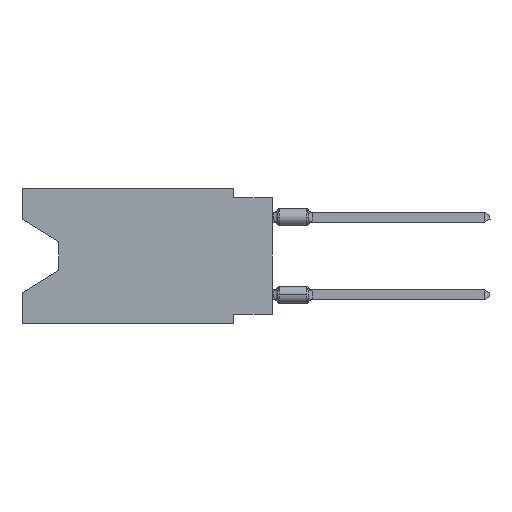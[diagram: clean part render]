
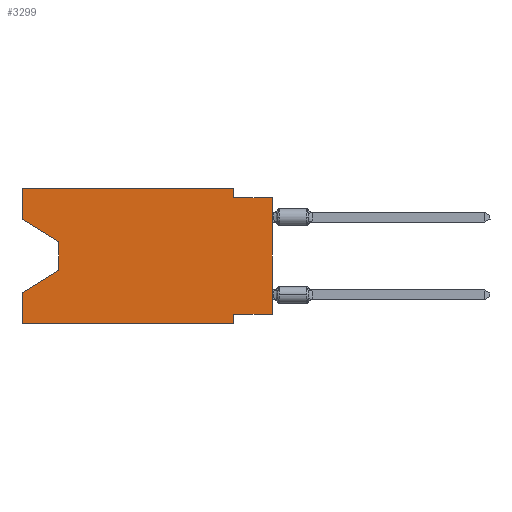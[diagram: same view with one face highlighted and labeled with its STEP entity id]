
A CAD part, left-side view. The second image highlights one B-rep face of the part: STEP entity #3299.
In plain terms, the highlighted planar face has unit normal (-1, 0, 0).
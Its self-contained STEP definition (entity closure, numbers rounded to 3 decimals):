
#41 = VERTEX_POINT ( 'NONE', #22259 ) ;
#342 = DIRECTION ( 'NONE',  ( 0., -1., 0. ) ) ;
#444 = CARTESIAN_POINT ( 'NONE',  ( 0., 16.383, -6.852 ) ) ;
#520 = VECTOR ( 'NONE', #30311, 1000. ) ;
#875 = VERTEX_POINT ( 'NONE', #19215 ) ;
#1690 = VERTEX_POINT ( 'NONE', #18003 ) ;
#2808 = EDGE_CURVE ( 'NONE', #36106, #10933, #4595, .T. ) ;
#2817 = ORIENTED_EDGE ( 'NONE', *, *, #46228, .F. ) ;
#3299 = ADVANCED_FACE ( 'NONE', ( #41310 ), #6979, .F. ) ;
#3950 = EDGE_CURVE ( 'NONE', #36106, #14068, #38616, .T. ) ;
#4595 = LINE ( 'NONE', #34486, #520 ) ;
#4668 = LINE ( 'NONE', #17537, #32729 ) ;
#5772 = CARTESIAN_POINT ( 'NONE',  ( 0., 16.383, 0. ) ) ;
#5876 = VECTOR ( 'NONE', #8919, 1000. ) ;
#5988 = DIRECTION ( 'NONE',  ( 0., 0.855, -0.519 ) ) ;
#6291 = CARTESIAN_POINT ( 'NONE',  ( 0., 16.383, 0. ) ) ;
#6292 = EDGE_LOOP ( 'NONE', ( #52257, #53692, #31059, #26187, #22729, #2817, #47583, #44042, #36471, #24801, #8118, #45256 ) ) ;
#6979 = PLANE ( 'NONE',  #15721 ) ;
#7242 = DIRECTION ( 'NONE',  ( 0., 0., -1. ) ) ;
#7565 = CARTESIAN_POINT ( 'NONE',  ( 0., 13.97, -5.385 ) ) ;
#8118 = ORIENTED_EDGE ( 'NONE', *, *, #40132, .F. ) ;
#8345 = LINE ( 'NONE', #21498, #5876 ) ;
#8919 = DIRECTION ( 'NONE',  ( 0., 0., 1. ) ) ;
#10198 = VECTOR ( 'NONE', #30663, 1000. ) ;
#10933 = VERTEX_POINT ( 'NONE', #22460 ) ;
#11004 = CARTESIAN_POINT ( 'NONE',  ( 0., 13.97, -3.505 ) ) ;
#11170 = DIRECTION ( 'NONE',  ( 0., 0., -1. ) ) ;
#11208 = VECTOR ( 'NONE', #7242, 1000. ) ;
#11560 = LINE ( 'NONE', #11004, #32691 ) ;
#11613 = VERTEX_POINT ( 'NONE', #7565 ) ;
#13312 = EDGE_CURVE ( 'NONE', #33280, #1690, #45236, .T. ) ;
#13497 = DIRECTION ( 'NONE',  ( 0., 0., 1. ) ) ;
#14068 = VERTEX_POINT ( 'NONE', #6291 ) ;
#14243 = VECTOR ( 'NONE', #5988, 1000. ) ;
#15130 = VERTEX_POINT ( 'NONE', #444 ) ;
#15721 = AXIS2_PLACEMENT_3D ( 'NONE', #23755, #32669, #11170 ) ;
#17537 = CARTESIAN_POINT ( 'NONE',  ( 0., 0., -8.255 ) ) ;
#18003 = CARTESIAN_POINT ( 'NONE',  ( 0., 2.54, -0.635 ) ) ;
#18770 = DIRECTION ( 'NONE',  ( 0., 0., -1. ) ) ;
#19060 = VERTEX_POINT ( 'NONE', #54813 ) ;
#19215 = CARTESIAN_POINT ( 'NONE',  ( 0., 0., -8.255 ) ) ;
#19305 = LINE ( 'NONE', #40815, #44825 ) ;
#19407 = CARTESIAN_POINT ( 'NONE',  ( 0., 2.54, 0. ) ) ;
#20042 = VERTEX_POINT ( 'NONE', #29410 ) ;
#20610 = EDGE_CURVE ( 'NONE', #875, #44710, #4668, .T. ) ;
#20694 = CARTESIAN_POINT ( 'NONE',  ( 0., 0., -0.635 ) ) ;
#21498 = CARTESIAN_POINT ( 'NONE',  ( 0., 0., 0. ) ) ;
#21600 = LINE ( 'NONE', #26063, #31209 ) ;
#21647 = EDGE_CURVE ( 'NONE', #1690, #19060, #37453, .T. ) ;
#22259 = CARTESIAN_POINT ( 'NONE',  ( 0., 16.383, -8.89 ) ) ;
#22460 = CARTESIAN_POINT ( 'NONE',  ( 0., 13.97, -3.505 ) ) ;
#22729 = ORIENTED_EDGE ( 'NONE', *, *, #42933, .T. ) ;
#23755 = CARTESIAN_POINT ( 'NONE',  ( 0., 16.383, 0. ) ) ;
#24129 = EDGE_CURVE ( 'NONE', #10933, #11613, #11560, .T. ) ;
#24801 = ORIENTED_EDGE ( 'NONE', *, *, #13312, .F. ) ;
#26063 = CARTESIAN_POINT ( 'NONE',  ( 0., 16.383, -8.89 ) ) ;
#26187 = ORIENTED_EDGE ( 'NONE', *, *, #28774, .F. ) ;
#27510 = DIRECTION ( 'NONE',  ( 0., 0., -1. ) ) ;
#28774 = EDGE_CURVE ( 'NONE', #41, #15130, #53007, .T. ) ;
#29410 = CARTESIAN_POINT ( 'NONE',  ( 0., 2.54, -8.89 ) ) ;
#30311 = DIRECTION ( 'NONE',  ( 0., -0.855, -0.519 ) ) ;
#30663 = DIRECTION ( 'NONE',  ( 0., 0., 1. ) ) ;
#31059 = ORIENTED_EDGE ( 'NONE', *, *, #42692, .T. ) ;
#31209 = VECTOR ( 'NONE', #342, 1000. ) ;
#32669 = DIRECTION ( 'NONE',  ( 1., 0., 0. ) ) ;
#32691 = VECTOR ( 'NONE', #27510, 1000. ) ;
#32729 = VECTOR ( 'NONE', #34569, 1000. ) ;
#33280 = VERTEX_POINT ( 'NONE', #19407 ) ;
#34486 = CARTESIAN_POINT ( 'NONE',  ( 0., 16.383, -2.038 ) ) ;
#34569 = DIRECTION ( 'NONE',  ( 0., 1., 0. ) ) ;
#35553 = VECTOR ( 'NONE', #36632, 1000. ) ;
#36106 = VERTEX_POINT ( 'NONE', #45977 ) ;
#36471 = ORIENTED_EDGE ( 'NONE', *, *, #21647, .F. ) ;
#36632 = DIRECTION ( 'NONE',  ( 0., -1., 0. ) ) ;
#36901 = EDGE_CURVE ( 'NONE', #875, #19060, #8345, .T. ) ;
#37453 = LINE ( 'NONE', #20694, #51159 ) ;
#38616 = LINE ( 'NONE', #51784, #52441 ) ;
#40132 = EDGE_CURVE ( 'NONE', #14068, #33280, #41087, .T. ) ;
#40815 = CARTESIAN_POINT ( 'NONE',  ( 0., 2.54, -8.89 ) ) ;
#40903 = LINE ( 'NONE', #52940, #14243 ) ;
#41087 = LINE ( 'NONE', #48938, #35553 ) ;
#41310 = FACE_OUTER_BOUND ( 'NONE', #6292, .T. ) ;
#42692 = EDGE_CURVE ( 'NONE', #11613, #15130, #40903, .T. ) ;
#42933 = EDGE_CURVE ( 'NONE', #41, #20042, #21600, .T. ) ;
#44042 = ORIENTED_EDGE ( 'NONE', *, *, #36901, .T. ) ;
#44511 = CARTESIAN_POINT ( 'NONE',  ( 0., 2.54, -8.255 ) ) ;
#44710 = VERTEX_POINT ( 'NONE', #44511 ) ;
#44825 = VECTOR ( 'NONE', #18770, 1000. ) ;
#44957 = CARTESIAN_POINT ( 'NONE',  ( 0., 2.54, 0. ) ) ;
#45236 = LINE ( 'NONE', #44957, #11208 ) ;
#45256 = ORIENTED_EDGE ( 'NONE', *, *, #3950, .F. ) ;
#45977 = CARTESIAN_POINT ( 'NONE',  ( 0., 16.383, -2.038 ) ) ;
#46228 = EDGE_CURVE ( 'NONE', #44710, #20042, #19305, .T. ) ;
#47583 = ORIENTED_EDGE ( 'NONE', *, *, #20610, .F. ) ;
#48938 = CARTESIAN_POINT ( 'NONE',  ( 0., 16.383, 0. ) ) ;
#51159 = VECTOR ( 'NONE', #54254, 1000. ) ;
#51784 = CARTESIAN_POINT ( 'NONE',  ( 0., 16.383, 0. ) ) ;
#52257 = ORIENTED_EDGE ( 'NONE', *, *, #2808, .T. ) ;
#52441 = VECTOR ( 'NONE', #13497, 1000. ) ;
#52940 = CARTESIAN_POINT ( 'NONE',  ( 0., 13.97, -5.385 ) ) ;
#53007 = LINE ( 'NONE', #5772, #10198 ) ;
#53692 = ORIENTED_EDGE ( 'NONE', *, *, #24129, .T. ) ;
#54254 = DIRECTION ( 'NONE',  ( 0., -1., 0. ) ) ;
#54813 = CARTESIAN_POINT ( 'NONE',  ( 0., 0., -0.635 ) ) ;
